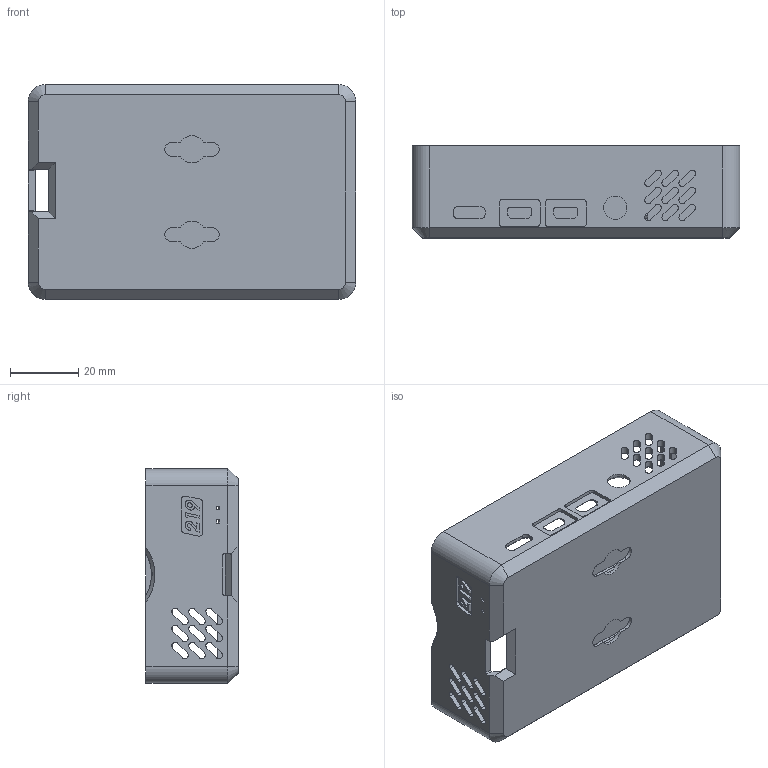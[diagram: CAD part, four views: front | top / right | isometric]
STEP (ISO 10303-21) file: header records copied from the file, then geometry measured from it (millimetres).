
FILE_DESCRIPTION (( 'STEP AP214' ), '1' );
FILE_NAME ('BottomShell.STEP', '2020-03-19T00:11:32', ( '' ), ( '' ), 'SwSTEP 2.0', 'SolidWorks 2019', '' );
FILE_SCHEMA (( 'AUTOMOTIVE_DESIGN' ));
Length unit declared in the file: millimetre
Products named in the file (1): BottomShell
Bounding box: 96 x 27 x 63 mm (x, y, z)
Volume: 22993.4 mm3; surface area: 27281.4 mm2
Topology: 1 solids, 1 shells, 480 faces, 1309 edges, 851 vertices
Faces by surface type: plane 290, cylinder 135, bspline 31, cone 20, torus 4
Entity records: 15859 total; most frequent: CARTESIAN_POINT 3545, ORIENTED_EDGE 2618, DIRECTION 2385, EDGE_CURVE 1309, LINE 883, VECTOR 883, VERTEX_POINT 851, AXIS2_PLACEMENT_3D 751
